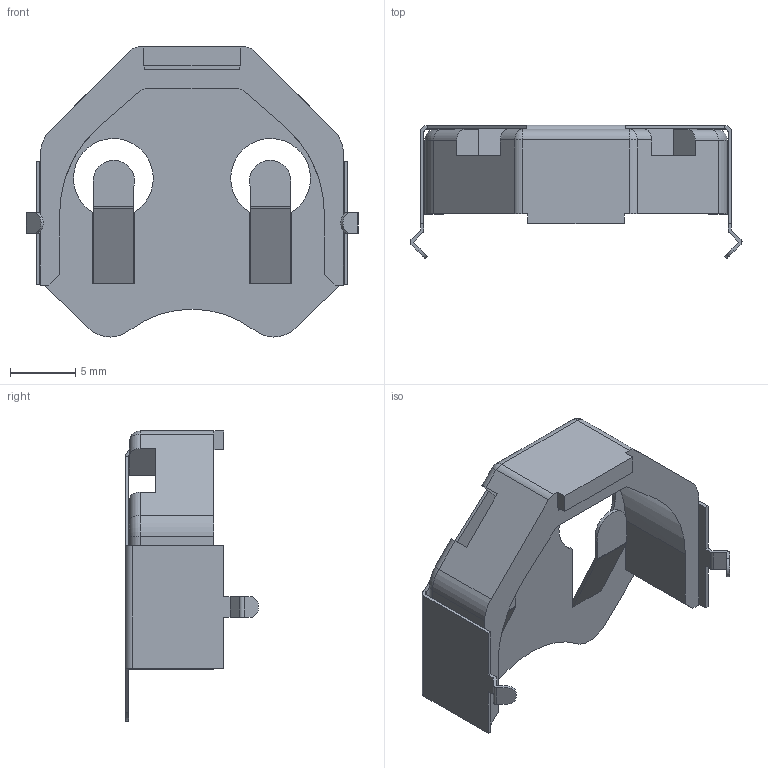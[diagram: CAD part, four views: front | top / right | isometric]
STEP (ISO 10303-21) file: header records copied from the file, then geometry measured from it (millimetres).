
FILE_DESCRIPTION( ( '' ), ' ' );
FILE_NAME( '5ebe68080b6c8c1564c4076f.step', '2020-05-15T09:59:37', ( '' ), ( '' ), ' ', ' ', ' ' );
FILE_SCHEMA( ( 'AUTOMOTIVE_DESIGN { 1 0 10303 214 1 1 1 1 }' ) );
Length unit declared in the file: metre
Products named in the file (3): Assem1; 3025-2
Assembly tree (2 placements, depth 2):
  Assem1
    3025-2
    3025-2
Bounding box: 25.47 x 10.2 x 22.25 mm (x, y, z)
Volume: 749.2 mm3; surface area: 2050.3 mm2
Topology: 2 solids, 2 shells, 149 faces, 405 edges, 258 vertices
Faces by surface type: plane 105, cylinder 40, torus 2, sphere 2
Entity records: 5881 total; most frequent: CARTESIAN_POINT 825, ORIENTED_EDGE 806, DIRECTION 785, EDGE_CURVE 403, LINE 317, VECTOR 317, VERTEX_POINT 258, AXIS2_PLACEMENT_3D 234
